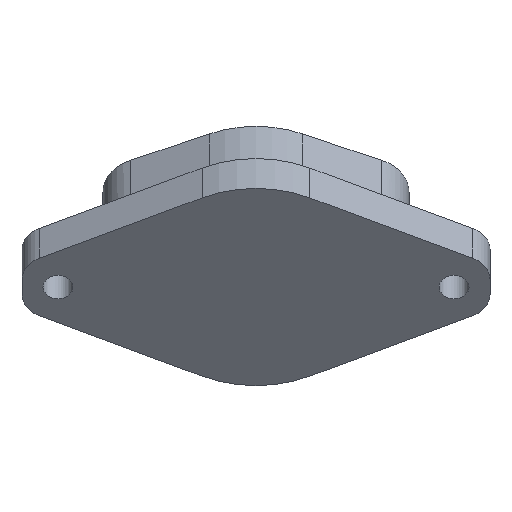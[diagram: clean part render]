
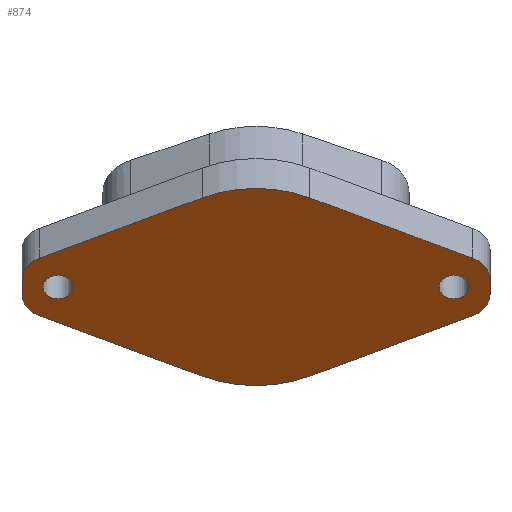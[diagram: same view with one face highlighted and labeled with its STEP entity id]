
A CAD part, front view. The second image highlights one B-rep face of the part: STEP entity #874.
In plain terms, the highlighted planar face has unit normal (0, -0.783, -0.623).
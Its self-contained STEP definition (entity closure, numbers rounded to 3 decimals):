
#24=FACE_BOUND('',#139,.T.);
#25=FACE_BOUND('',#140,.T.);
#45=PLANE('',#969);
#86=FACE_OUTER_BOUND('',#138,.T.);
#138=EDGE_LOOP('',(#753,#754,#755,#756,#757,#758,#759,#760,#761,#762,#763,
#764));
#139=EDGE_LOOP('',(#765,#766));
#140=EDGE_LOOP('',(#767,#768));
#178=CIRCLE('',#946,1.25);
#179=CIRCLE('',#947,1.25);
#180=CIRCLE('',#949,1.25);
#181=CIRCLE('',#950,1.25);
#182=CIRCLE('',#952,2.5);
#183=CIRCLE('',#955,2.5);
#184=CIRCLE('',#958,10.5);
#185=CIRCLE('',#961,2.5);
#186=CIRCLE('',#964,2.5);
#187=CIRCLE('',#967,10.5);
#223=LINE('',#2119,#286);
#226=LINE('',#2127,#289);
#229=LINE('',#2135,#292);
#232=LINE('',#2143,#295);
#235=LINE('',#2151,#298);
#238=LINE('',#2158,#301);
#286=VECTOR('',#1126,1000.);
#289=VECTOR('',#1135,1000.);
#292=VECTOR('',#1144,1000.);
#295=VECTOR('',#1153,1000.);
#298=VECTOR('',#1162,1000.);
#301=VECTOR('',#1171,1000.);
#416=VERTEX_POINT('',#2100);
#417=VERTEX_POINT('',#2102);
#418=VERTEX_POINT('',#2106);
#419=VERTEX_POINT('',#2108);
#420=VERTEX_POINT('',#2112);
#421=VERTEX_POINT('',#2114);
#422=VERTEX_POINT('',#2118);
#423=VERTEX_POINT('',#2122);
#424=VERTEX_POINT('',#2126);
#425=VERTEX_POINT('',#2130);
#426=VERTEX_POINT('',#2134);
#427=VERTEX_POINT('',#2138);
#428=VERTEX_POINT('',#2142);
#429=VERTEX_POINT('',#2146);
#430=VERTEX_POINT('',#2150);
#431=VERTEX_POINT('',#2154);
#520=EDGE_CURVE('',#417,#416,#178,.T.);
#521=EDGE_CURVE('',#416,#417,#179,.T.);
#523=EDGE_CURVE('',#419,#418,#180,.T.);
#524=EDGE_CURVE('',#418,#419,#181,.T.);
#526=EDGE_CURVE('',#421,#420,#182,.T.);
#528=EDGE_CURVE('',#422,#421,#223,.T.);
#530=EDGE_CURVE('',#423,#422,#183,.T.);
#532=EDGE_CURVE('',#424,#423,#226,.T.);
#534=EDGE_CURVE('',#425,#424,#184,.T.);
#536=EDGE_CURVE('',#426,#425,#229,.T.);
#538=EDGE_CURVE('',#427,#426,#185,.T.);
#540=EDGE_CURVE('',#428,#427,#232,.T.);
#542=EDGE_CURVE('',#429,#428,#186,.T.);
#544=EDGE_CURVE('',#430,#429,#235,.T.);
#546=EDGE_CURVE('',#431,#430,#187,.T.);
#548=EDGE_CURVE('',#420,#431,#238,.T.);
#753=ORIENTED_EDGE('',*,*,#548,.T.);
#754=ORIENTED_EDGE('',*,*,#546,.T.);
#755=ORIENTED_EDGE('',*,*,#544,.T.);
#756=ORIENTED_EDGE('',*,*,#542,.T.);
#757=ORIENTED_EDGE('',*,*,#540,.T.);
#758=ORIENTED_EDGE('',*,*,#538,.T.);
#759=ORIENTED_EDGE('',*,*,#536,.T.);
#760=ORIENTED_EDGE('',*,*,#534,.T.);
#761=ORIENTED_EDGE('',*,*,#532,.T.);
#762=ORIENTED_EDGE('',*,*,#530,.T.);
#763=ORIENTED_EDGE('',*,*,#528,.T.);
#764=ORIENTED_EDGE('',*,*,#526,.T.);
#765=ORIENTED_EDGE('',*,*,#523,.T.);
#766=ORIENTED_EDGE('',*,*,#524,.T.);
#767=ORIENTED_EDGE('',*,*,#520,.T.);
#768=ORIENTED_EDGE('',*,*,#521,.T.);
#874=ADVANCED_FACE('',(#86,#24,#25),#45,.T.);
#946=AXIS2_PLACEMENT_3D('',#2103,#1107,#1108);
#947=AXIS2_PLACEMENT_3D('',#2104,#1109,#1110);
#949=AXIS2_PLACEMENT_3D('',#2109,#1114,#1115);
#950=AXIS2_PLACEMENT_3D('',#2110,#1116,#1117);
#952=AXIS2_PLACEMENT_3D('',#2115,#1121,#1122);
#955=AXIS2_PLACEMENT_3D('',#2123,#1130,#1131);
#958=AXIS2_PLACEMENT_3D('',#2131,#1139,#1140);
#961=AXIS2_PLACEMENT_3D('',#2139,#1148,#1149);
#964=AXIS2_PLACEMENT_3D('',#2147,#1157,#1158);
#967=AXIS2_PLACEMENT_3D('',#2155,#1166,#1167);
#969=AXIS2_PLACEMENT_3D('',#2159,#1172,#1173);
#1107=DIRECTION('center_axis',(0.,0.783,0.623));
#1108=DIRECTION('ref_axis',(0.,0.623,-0.783));
#1109=DIRECTION('center_axis',(0.,0.783,0.623));
#1110=DIRECTION('ref_axis',(0.,0.623,-0.783));
#1114=DIRECTION('center_axis',(0.,0.783,0.623));
#1115=DIRECTION('ref_axis',(0.,0.623,-0.783));
#1116=DIRECTION('center_axis',(0.,0.783,0.623));
#1117=DIRECTION('ref_axis',(0.,0.623,-0.783));
#1121=DIRECTION('center_axis',(0.,-0.783,-0.623));
#1122=DIRECTION('ref_axis',(0.,0.623,-0.783));
#1126=DIRECTION('',(0.,0.623,-0.783));
#1130=DIRECTION('center_axis',(0.,-0.783,-0.623));
#1131=DIRECTION('ref_axis',(0.,0.623,-0.783));
#1135=DIRECTION('',(-0.904,0.266,-0.335));
#1139=DIRECTION('center_axis',(0.,-0.783,-0.623));
#1140=DIRECTION('ref_axis',(0.,0.623,-0.783));
#1144=DIRECTION('',(-0.904,-0.266,0.335));
#1148=DIRECTION('center_axis',(0.,-0.783,-0.623));
#1149=DIRECTION('ref_axis',(0.,0.623,-0.783));
#1153=DIRECTION('',(0.,-0.623,0.783));
#1157=DIRECTION('center_axis',(0.,-0.783,-0.623));
#1158=DIRECTION('ref_axis',(0.,0.623,-0.783));
#1162=DIRECTION('',(0.904,-0.266,0.335));
#1166=DIRECTION('center_axis',(0.,-0.783,-0.623));
#1167=DIRECTION('ref_axis',(0.,0.623,-0.783));
#1171=DIRECTION('',(0.904,0.266,-0.335));
#1172=DIRECTION('center_axis',(0.,-0.783,-0.623));
#1173=DIRECTION('ref_axis',(0.,0.623,-0.783));
#2100=CARTESIAN_POINT('',(-316.5,205.07,93.161));
#2102=CARTESIAN_POINT('',(-316.5,206.626,91.205));
#2103=CARTESIAN_POINT('Origin',(-316.5,205.848,92.183));
#2104=CARTESIAN_POINT('Origin',(-316.5,205.848,92.183));
#2106=CARTESIAN_POINT('',(-283.5,205.07,93.161));
#2108=CARTESIAN_POINT('',(-283.5,206.626,91.205));
#2109=CARTESIAN_POINT('Origin',(-283.5,205.848,92.183));
#2110=CARTESIAN_POINT('Origin',(-283.5,205.848,92.183));
#2112=CARTESIAN_POINT('',(-318.07,207.752,89.789));
#2114=CARTESIAN_POINT('',(-319.5,206.346,91.557));
#2115=CARTESIAN_POINT('Origin',(-317.,206.346,91.557));
#2118=CARTESIAN_POINT('',(-319.5,205.35,92.809));
#2119=CARTESIAN_POINT('',(-319.5,206.346,91.557));
#2122=CARTESIAN_POINT('',(-318.07,203.943,94.577));
#2123=CARTESIAN_POINT('Origin',(-317.,205.35,92.809));
#2126=CARTESIAN_POINT('',(-304.495,199.94,99.61));
#2127=CARTESIAN_POINT('',(-318.07,203.943,94.577));
#2130=CARTESIAN_POINT('',(-295.505,199.94,99.61));
#2131=CARTESIAN_POINT('Origin',(-300.,205.848,92.183));
#2134=CARTESIAN_POINT('',(-281.93,203.943,94.577));
#2135=CARTESIAN_POINT('',(-281.93,203.943,94.577));
#2138=CARTESIAN_POINT('',(-280.5,205.35,92.809));
#2139=CARTESIAN_POINT('Origin',(-283.,205.35,92.809));
#2142=CARTESIAN_POINT('',(-280.5,206.346,91.557));
#2143=CARTESIAN_POINT('',(-280.5,206.346,91.557));
#2146=CARTESIAN_POINT('',(-281.93,207.752,89.789));
#2147=CARTESIAN_POINT('Origin',(-283.,206.346,91.557));
#2150=CARTESIAN_POINT('',(-295.505,211.755,84.757));
#2151=CARTESIAN_POINT('',(-295.505,211.755,84.757));
#2154=CARTESIAN_POINT('',(-304.495,211.755,84.757));
#2155=CARTESIAN_POINT('Origin',(-300.,205.848,92.183));
#2158=CARTESIAN_POINT('',(-304.495,211.755,84.757));
#2159=CARTESIAN_POINT('Origin',(-300.,205.848,92.183));
